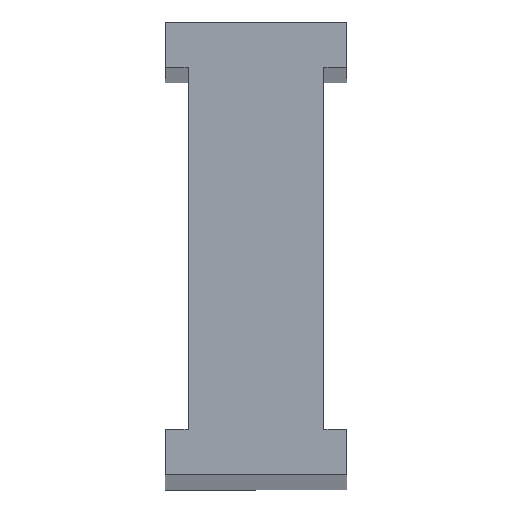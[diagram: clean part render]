
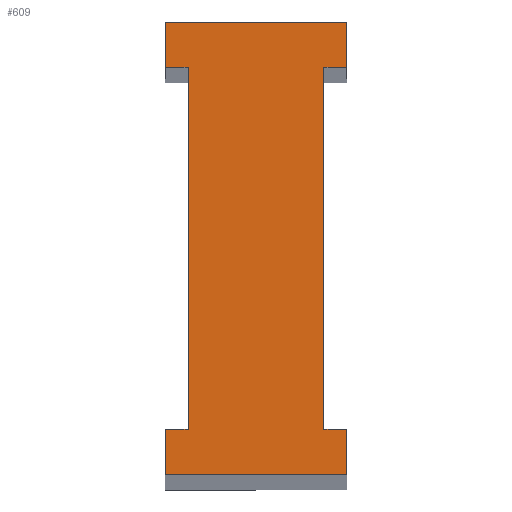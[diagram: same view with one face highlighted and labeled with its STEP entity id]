
A CAD part, top view. The second image highlights one B-rep face of the part: STEP entity #609.
In plain terms, the highlighted planar face has unit normal (0, 0, 1).
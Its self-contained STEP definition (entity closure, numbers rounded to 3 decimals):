
#55=PLANE('',#691);
#77=FACE_OUTER_BOUND('',#136,.T.);
#136=EDGE_LOOP('',(#516,#517,#518,#519,#520,#521,#522,#523,#524,#525,#526,
#527));
#157=LINE('',#929,#208);
#161=LINE('',#938,#212);
#164=LINE('',#942,#215);
#167=LINE('',#964,#218);
#171=LINE('',#973,#222);
#174=LINE('',#977,#225);
#177=LINE('',#997,#228);
#178=LINE('',#1000,#229);
#183=LINE('',#1009,#234);
#184=LINE('',#1012,#235);
#187=LINE('',#1017,#238);
#188=LINE('',#1018,#239);
#208=VECTOR('',#764,10.);
#212=VECTOR('',#770,10.);
#215=VECTOR('',#775,10.);
#218=VECTOR('',#794,10.);
#222=VECTOR('',#800,10.);
#225=VECTOR('',#805,10.);
#228=VECTOR('',#824,10.);
#229=VECTOR('',#827,10.);
#234=VECTOR('',#834,10.);
#235=VECTOR('',#837,10.);
#238=VECTOR('',#842,10.);
#239=VECTOR('',#843,10.);
#297=VERTEX_POINT('',#926);
#298=VERTEX_POINT('',#928);
#301=VERTEX_POINT('',#935);
#302=VERTEX_POINT('',#937);
#312=VERTEX_POINT('',#961);
#313=VERTEX_POINT('',#963);
#316=VERTEX_POINT('',#970);
#317=VERTEX_POINT('',#972);
#326=VERTEX_POINT('',#995);
#327=VERTEX_POINT('',#999);
#330=VERTEX_POINT('',#1007);
#331=VERTEX_POINT('',#1011);
#359=EDGE_CURVE('',#298,#297,#157,.T.);
#363=EDGE_CURVE('',#302,#301,#161,.T.);
#366=EDGE_CURVE('',#297,#302,#164,.T.);
#376=EDGE_CURVE('',#313,#312,#167,.T.);
#380=EDGE_CURVE('',#317,#316,#171,.T.);
#383=EDGE_CURVE('',#312,#317,#174,.T.);
#393=EDGE_CURVE('',#326,#301,#177,.T.);
#394=EDGE_CURVE('',#298,#327,#178,.T.);
#399=EDGE_CURVE('',#316,#330,#183,.T.);
#400=EDGE_CURVE('',#331,#313,#184,.T.);
#403=EDGE_CURVE('',#331,#326,#187,.T.);
#404=EDGE_CURVE('',#330,#327,#188,.T.);
#516=ORIENTED_EDGE('',*,*,#359,.T.);
#517=ORIENTED_EDGE('',*,*,#366,.T.);
#518=ORIENTED_EDGE('',*,*,#363,.T.);
#519=ORIENTED_EDGE('',*,*,#393,.F.);
#520=ORIENTED_EDGE('',*,*,#403,.F.);
#521=ORIENTED_EDGE('',*,*,#400,.T.);
#522=ORIENTED_EDGE('',*,*,#376,.T.);
#523=ORIENTED_EDGE('',*,*,#383,.T.);
#524=ORIENTED_EDGE('',*,*,#380,.T.);
#525=ORIENTED_EDGE('',*,*,#399,.T.);
#526=ORIENTED_EDGE('',*,*,#404,.T.);
#527=ORIENTED_EDGE('',*,*,#394,.F.);
#609=ADVANCED_FACE('',(#77),#55,.T.);
#691=AXIS2_PLACEMENT_3D('',#1016,#840,#841);
#764=DIRECTION('',(-1.,0.,0.));
#770=DIRECTION('',(1.,0.,0.));
#775=DIRECTION('',(0.,1.,0.));
#794=DIRECTION('',(1.,0.,0.));
#800=DIRECTION('',(-1.,0.,0.));
#805=DIRECTION('',(0.,-1.,0.));
#824=DIRECTION('',(0.,-1.,0.));
#827=DIRECTION('',(0.,-1.,0.));
#834=DIRECTION('',(0.,-1.,0.));
#837=DIRECTION('',(0.,-1.,0.));
#840=DIRECTION('center_axis',(0.,0.,1.));
#841=DIRECTION('ref_axis',(0.,-1.,0.));
#842=DIRECTION('',(1.,0.,0.));
#843=DIRECTION('',(1.,0.,0.));
#926=CARTESIAN_POINT('',(3.5,1.,0.));
#928=CARTESIAN_POINT('',(4.,1.,0.));
#929=CARTESIAN_POINT('',(2.,1.,0.));
#935=CARTESIAN_POINT('',(4.,9.,0.));
#937=CARTESIAN_POINT('',(3.5,9.,0.));
#938=CARTESIAN_POINT('',(1.75,9.,0.));
#942=CARTESIAN_POINT('',(3.5,5.5,0.));
#961=CARTESIAN_POINT('',(0.5,9.,0.));
#963=CARTESIAN_POINT('',(0.,9.,0.));
#964=CARTESIAN_POINT('',(0.,9.,0.));
#970=CARTESIAN_POINT('',(0.,1.,0.));
#972=CARTESIAN_POINT('',(0.5,1.,0.));
#973=CARTESIAN_POINT('',(0.25,1.,0.));
#977=CARTESIAN_POINT('',(0.5,9.5,0.));
#995=CARTESIAN_POINT('',(4.,10.,0.));
#997=CARTESIAN_POINT('',(4.,10.,0.));
#999=CARTESIAN_POINT('',(4.,0.,0.));
#1000=CARTESIAN_POINT('',(4.,10.,0.));
#1007=CARTESIAN_POINT('',(0.,0.,0.));
#1009=CARTESIAN_POINT('',(0.,10.,0.));
#1011=CARTESIAN_POINT('',(0.,10.,0.));
#1012=CARTESIAN_POINT('',(0.,10.,0.));
#1016=CARTESIAN_POINT('Origin',(0.,10.,0.));
#1017=CARTESIAN_POINT('',(0.,10.,0.));
#1018=CARTESIAN_POINT('',(0.,0.,0.));
